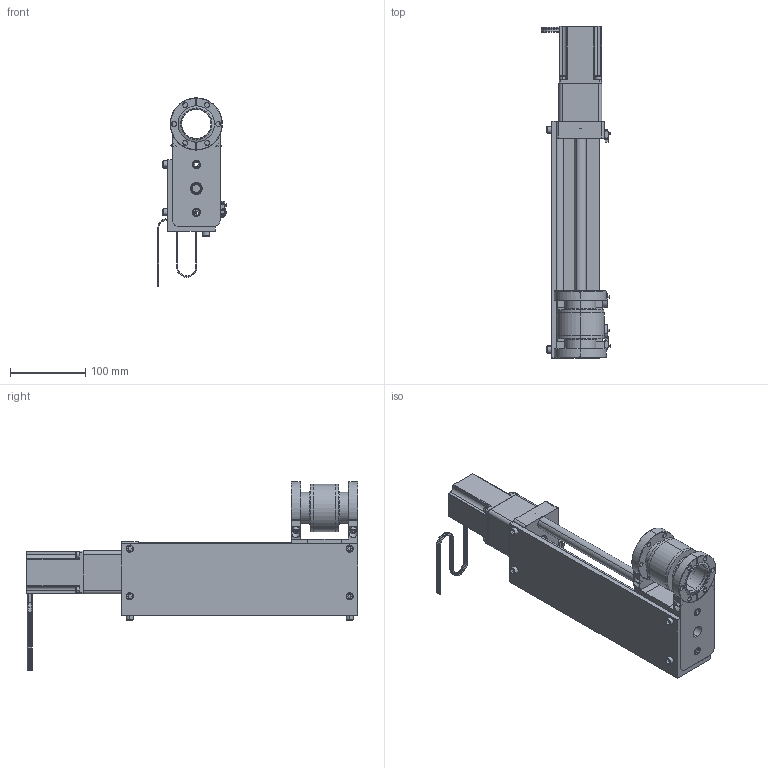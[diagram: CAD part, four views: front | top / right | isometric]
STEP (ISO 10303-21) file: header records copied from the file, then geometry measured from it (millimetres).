
FILE_DESCRIPTION (( 'STEP AP214' ), '1' );
FILE_NAME ('BLT27S-08-M, BOTH THRU, 4-WIRE STEPPER MOTOR 10016969.STEP', '2019-02-25T16:54:26', ( 'JBeebout' ), ( 'Microsoft' ), 'SwSTEP 2.0', 'SolidWorks 2018', '' );
FILE_SCHEMA (( 'AUTOMOTIVE_DESIGN' ));
Length unit declared in the file: inch
Products named in the file (1): BLT27S-08-M, BOTH THRU, 4-WIRE STEPPER MOTOR 10016969
Bounding box: 91.97 x 441.05 x 250.19 mm (x, y, z)
Surface area: 297590.2 mm2 (no closed solid volume)
Topology: 0 solids, 58 shells, 681 faces, 2003 edges, 1375 vertices
Faces by surface type: plane 298, cylinder 268, cone 68, torus 44, sphere 3
Entity records: 32571 total; most frequent: CARTESIAN_POINT 5051, DIRECTION 4164, ORIENTED_EDGE 3351, EDGE_CURVE 2000, AXIS2_PLACEMENT_3D 1540, VERTEX_POINT 1375, LINE 1084, VECTOR 1084
